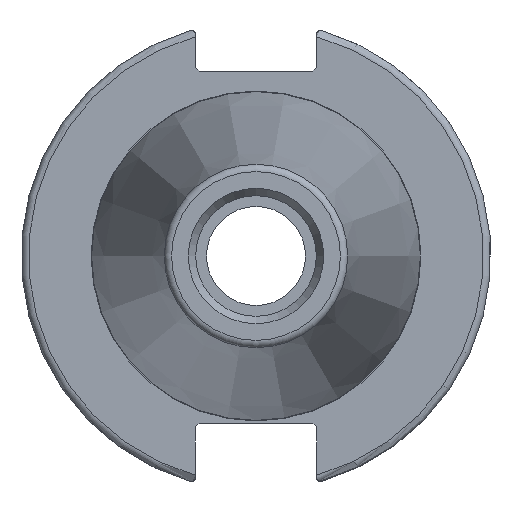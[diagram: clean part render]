
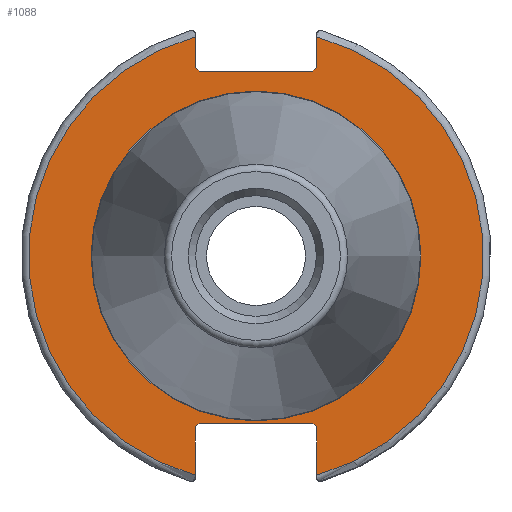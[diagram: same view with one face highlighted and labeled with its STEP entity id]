
A CAD part, left-side view. The second image highlights one B-rep face of the part: STEP entity #1088.
In plain terms, the highlighted planar face has unit normal (-1, 0, 0).
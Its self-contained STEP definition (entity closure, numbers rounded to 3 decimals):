
#81=LINE('',#1796,#152);
#82=LINE('',#1798,#153);
#83=LINE('',#1800,#154);
#84=LINE('',#1802,#155);
#85=LINE('',#1804,#156);
#86=LINE('',#1808,#157);
#87=LINE('',#1810,#158);
#88=LINE('',#1812,#159);
#89=LINE('',#1814,#160);
#90=LINE('',#1815,#161);
#152=VECTOR('',#1393,10.);
#153=VECTOR('',#1394,10.);
#154=VECTOR('',#1395,10.);
#155=VECTOR('',#1396,10.);
#156=VECTOR('',#1397,10.);
#157=VECTOR('',#1400,10.);
#158=VECTOR('',#1401,10.);
#159=VECTOR('',#1402,10.);
#160=VECTOR('',#1403,10.);
#161=VECTOR('',#1404,10.);
#224=FACE_BOUND('',#342,.T.);
#232=PLANE('',#1203);
#273=FACE_OUTER_BOUND('',#341,.T.);
#341=EDGE_LOOP('',(#815,#816,#817,#818,#819,#820,#821,#822,#823,#824,#825,
#826));
#342=EDGE_LOOP('',(#827));
#419=CIRCLE('',#1201,22.3);
#421=CIRCLE('',#1204,30.75);
#422=CIRCLE('',#1205,30.75);
#489=VERTEX_POINT('',#1787);
#490=VERTEX_POINT('',#1792);
#491=VERTEX_POINT('',#1793);
#492=VERTEX_POINT('',#1795);
#493=VERTEX_POINT('',#1797);
#494=VERTEX_POINT('',#1799);
#495=VERTEX_POINT('',#1801);
#496=VERTEX_POINT('',#1803);
#497=VERTEX_POINT('',#1805);
#498=VERTEX_POINT('',#1807);
#499=VERTEX_POINT('',#1809);
#500=VERTEX_POINT('',#1811);
#501=VERTEX_POINT('',#1813);
#612=EDGE_CURVE('',#489,#489,#419,.T.);
#614=EDGE_CURVE('',#490,#491,#421,.T.);
#615=EDGE_CURVE('',#490,#492,#81,.T.);
#616=EDGE_CURVE('',#493,#492,#82,.T.);
#617=EDGE_CURVE('',#493,#494,#83,.T.);
#618=EDGE_CURVE('',#495,#494,#84,.T.);
#619=EDGE_CURVE('',#495,#496,#85,.T.);
#620=EDGE_CURVE('',#497,#496,#422,.T.);
#621=EDGE_CURVE('',#497,#498,#86,.T.);
#622=EDGE_CURVE('',#499,#498,#87,.T.);
#623=EDGE_CURVE('',#499,#500,#88,.T.);
#624=EDGE_CURVE('',#501,#500,#89,.T.);
#625=EDGE_CURVE('',#501,#491,#90,.T.);
#815=ORIENTED_EDGE('',*,*,#614,.F.);
#816=ORIENTED_EDGE('',*,*,#615,.T.);
#817=ORIENTED_EDGE('',*,*,#616,.F.);
#818=ORIENTED_EDGE('',*,*,#617,.T.);
#819=ORIENTED_EDGE('',*,*,#618,.F.);
#820=ORIENTED_EDGE('',*,*,#619,.T.);
#821=ORIENTED_EDGE('',*,*,#620,.F.);
#822=ORIENTED_EDGE('',*,*,#621,.T.);
#823=ORIENTED_EDGE('',*,*,#622,.F.);
#824=ORIENTED_EDGE('',*,*,#623,.T.);
#825=ORIENTED_EDGE('',*,*,#624,.F.);
#826=ORIENTED_EDGE('',*,*,#625,.T.);
#827=ORIENTED_EDGE('',*,*,#612,.F.);
#1088=ADVANCED_FACE('',(#273,#224),#232,.T.);
#1201=AXIS2_PLACEMENT_3D('',#1789,#1385,#1386);
#1203=AXIS2_PLACEMENT_3D('',#1791,#1389,#1390);
#1204=AXIS2_PLACEMENT_3D('',#1794,#1391,#1392);
#1205=AXIS2_PLACEMENT_3D('',#1806,#1398,#1399);
#1385=DIRECTION('center_axis',(-1.,0.,0.));
#1386=DIRECTION('ref_axis',(0.,-1.,0.));
#1389=DIRECTION('center_axis',(-1.,0.,0.));
#1390=DIRECTION('ref_axis',(0.,0.,1.));
#1391=DIRECTION('center_axis',(1.,0.,0.));
#1392=DIRECTION('ref_axis',(0.,-1.,0.));
#1393=DIRECTION('',(0.,0.,-1.));
#1394=DIRECTION('',(0.,-0.707,0.707));
#1395=DIRECTION('',(0.,1.,0.));
#1396=DIRECTION('',(0.,-0.707,-0.707));
#1397=DIRECTION('',(0.,0.,1.));
#1398=DIRECTION('center_axis',(1.,0.,0.));
#1399=DIRECTION('ref_axis',(0.,1.,0.));
#1400=DIRECTION('',(0.,0.,1.));
#1401=DIRECTION('',(0.,0.707,-0.707));
#1402=DIRECTION('',(0.,-1.,0.));
#1403=DIRECTION('',(0.,0.707,0.707));
#1404=DIRECTION('',(0.,0.,-1.));
#1787=CARTESIAN_POINT('',(3.175,0.,22.3));
#1789=CARTESIAN_POINT('Origin',(3.175,0.,0.));
#1791=CARTESIAN_POINT('Origin',(3.175,31.75,0.));
#1792=CARTESIAN_POINT('',(3.175,-8.19,29.639));
#1793=CARTESIAN_POINT('',(3.175,-8.19,-29.639));
#1794=CARTESIAN_POINT('Origin',(3.175,0.,0.));
#1795=CARTESIAN_POINT('',(3.175,-8.19,25.5));
#1796=CARTESIAN_POINT('',(3.175,-8.19,12.5));
#1797=CARTESIAN_POINT('',(3.175,-7.69,25.));
#1798=CARTESIAN_POINT('',(3.175,8.295,9.015));
#1799=CARTESIAN_POINT('',(3.175,7.69,25.));
#1800=CARTESIAN_POINT('',(3.175,15.875,25.));
#1801=CARTESIAN_POINT('',(3.175,8.19,25.5));
#1802=CARTESIAN_POINT('',(3.175,7.58,24.89));
#1803=CARTESIAN_POINT('',(3.175,8.19,29.639));
#1804=CARTESIAN_POINT('',(3.175,8.19,12.5));
#1805=CARTESIAN_POINT('',(3.175,8.19,-29.639));
#1806=CARTESIAN_POINT('Origin',(3.175,0.,0.));
#1807=CARTESIAN_POINT('',(3.175,8.19,-23.1));
#1808=CARTESIAN_POINT('',(3.175,8.19,-11.3));
#1809=CARTESIAN_POINT('',(3.175,7.69,-22.6));
#1810=CARTESIAN_POINT('',(3.175,8.18,-23.09));
#1811=CARTESIAN_POINT('',(3.175,-7.69,-22.6));
#1812=CARTESIAN_POINT('',(3.175,15.875,-22.6));
#1813=CARTESIAN_POINT('',(3.175,-8.19,-23.1));
#1814=CARTESIAN_POINT('',(3.175,7.695,-7.215));
#1815=CARTESIAN_POINT('',(3.175,-8.19,-11.3));
